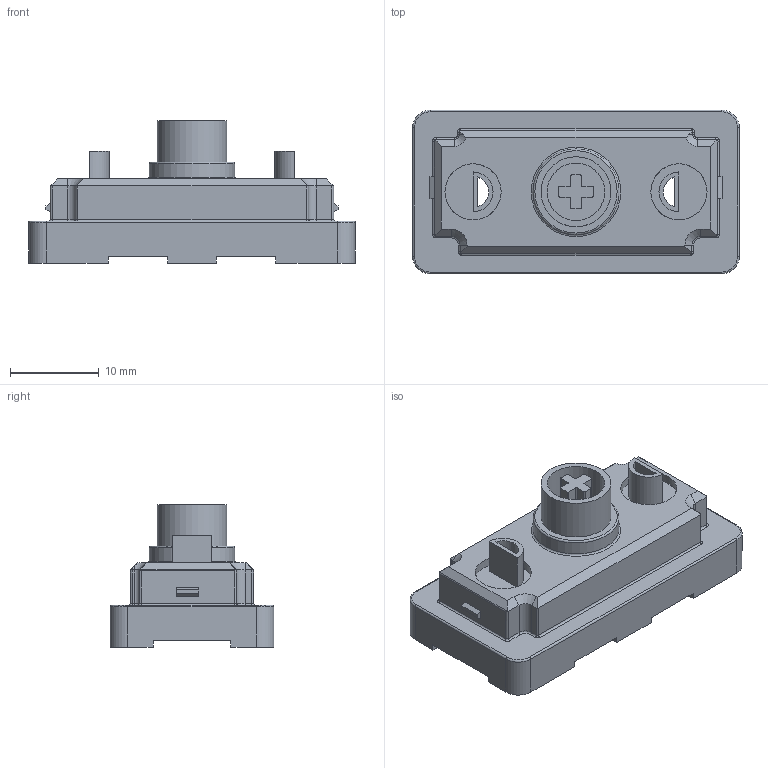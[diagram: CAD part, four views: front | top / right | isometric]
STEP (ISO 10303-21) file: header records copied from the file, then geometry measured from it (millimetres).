
FILE_DESCRIPTION(/* description */ (''),/* implementation_level */ '2;1');
FILE_NAME(/* name */ 'deskeys_2u.step',/* time_stamp */ '2023-09-09T16:34:55-07:00',/* author */ (''),/* organization */ (''),/* preprocessor_version */ 'ST-DEVELOPER v20',/* originating_system */ 'Autodesk Translation Framework v12.9.0.99',/* authorisation */ '');
FILE_SCHEMA (('AUTOMOTIVE_DESIGN { 1 0 10303 214 3 1 1 }'));
Length unit declared in the file: millimetre
Products named in the file (3): deskeys_2u; housing 2u; slider 2u
Assembly tree (2 placements, depth 2):
  deskeys_2u
    housing 2u
    slider 2u
Bounding box: 36.9 x 18.5 x 16.06 mm (x, y, z)
Volume: 1936.9 mm3; surface area: 4113.3 mm2
Topology: 2 solids, 2 shells, 207 faces, 531 edges, 336 vertices
Faces by surface type: plane 116, cylinder 65, torus 18, cone 8
Full cylindrical faces by diameter (mm): 6.35 x2, 6.5 x1, 7.9 x2, 9.7 x1
Entity records: 6349 total; most frequent: DIRECTION 1119, CARTESIAN_POINT 1091, ORIENTED_EDGE 1062, EDGE_CURVE 531, AXIS2_PLACEMENT_3D 382, LINE 355, VECTOR 355, VERTEX_POINT 336
